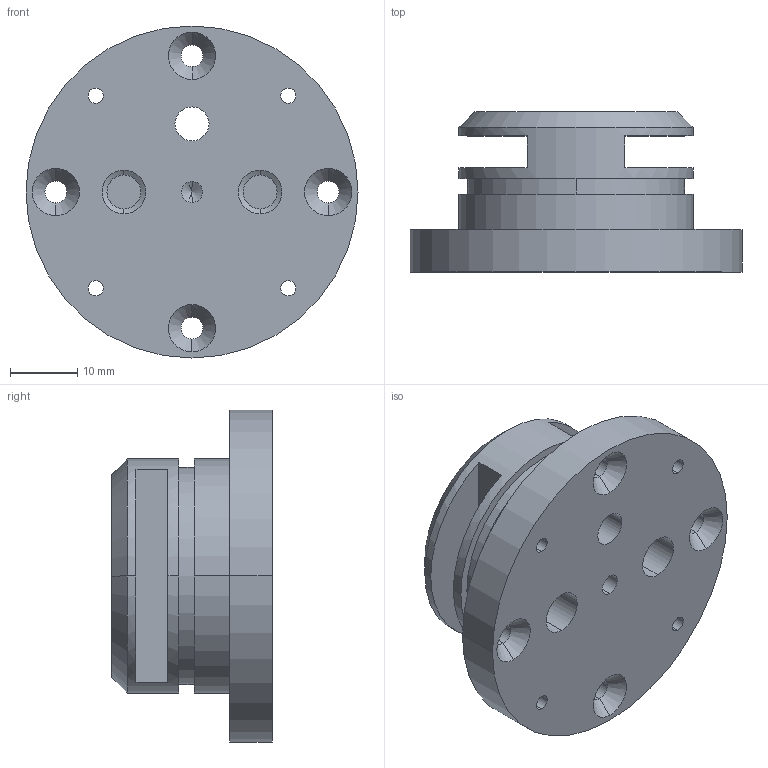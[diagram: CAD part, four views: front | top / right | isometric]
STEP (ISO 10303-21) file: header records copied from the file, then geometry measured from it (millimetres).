
FILE_DESCRIPTION (( 'STEP AP203' ), '1' );
FILE_NAME ('Manifold.STEP', '2021-10-25T17:35:19', ( '' ), ( '' ), 'SwSTEP 2.0', 'SolidWorks 2020', '' );
FILE_SCHEMA (( 'CONFIG_CONTROL_DESIGN' ));
Length unit declared in the file: inch
Products named in the file (1): Manifold
Bounding box: 49.53 x 23.93 x 49.53 mm (x, y, z)
Volume: 24303.7 mm3; surface area: 8981.7 mm2
Topology: 1 solids, 1 shells, 63 faces, 154 edges, 95 vertices
Faces by surface type: cylinder 36, cone 16, plane 11
Entity records: 1987 total; most frequent: DIRECTION 370, CARTESIAN_POINT 311, ORIENTED_EDGE 304, AXIS2_PLACEMENT_3D 154, EDGE_CURVE 152, VERTEX_POINT 95, CIRCLE 90, EDGE_LOOP 89
